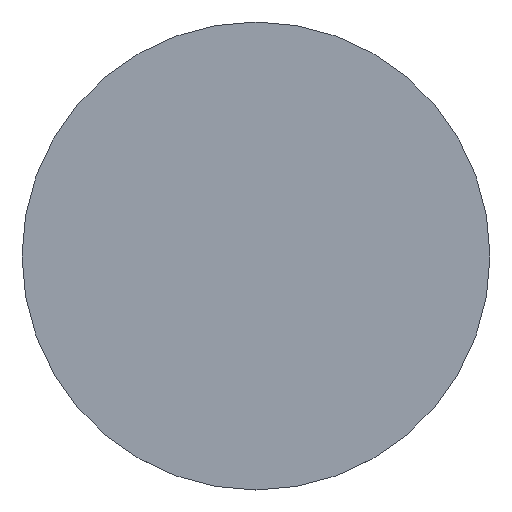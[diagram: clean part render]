
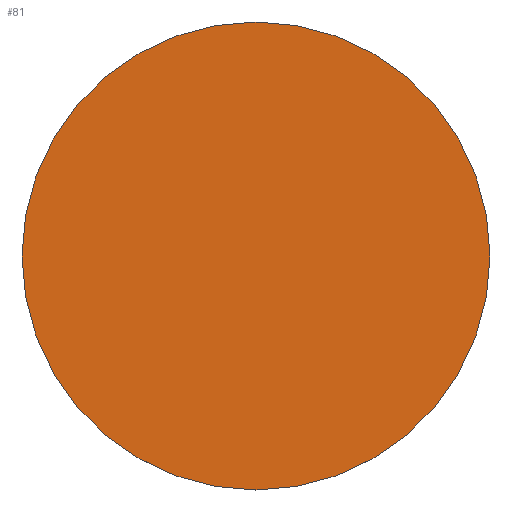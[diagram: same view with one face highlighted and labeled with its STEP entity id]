
A CAD part, top view. The second image highlights one B-rep face of the part: STEP entity #81.
In plain terms, the highlighted planar face has unit normal (0, 0, 1).
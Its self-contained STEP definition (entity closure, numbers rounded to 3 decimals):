
#1 = CIRCLE ( 'NONE', #52, 12.5 ) ;
#10 = EDGE_CURVE ( 'NONE', #134, #111, #1, .T. ) ;
#12 = PLANE ( 'NONE',  #79 ) ;
#18 = DIRECTION ( 'NONE',  ( 0., 0., 1. ) ) ;
#41 = DIRECTION ( 'NONE',  ( 1., 0., 0. ) ) ;
#52 = AXIS2_PLACEMENT_3D ( 'NONE', #89, #140, #138 ) ;
#56 = EDGE_LOOP ( 'NONE', ( #150, #104 ) ) ;
#58 = CARTESIAN_POINT ( 'NONE',  ( -12.5, 0., 0.1 ) ) ;
#67 = CIRCLE ( 'NONE', #153, 12.5 ) ;
#74 = CARTESIAN_POINT ( 'NONE',  ( 0., 0., 0.1 ) ) ;
#79 = AXIS2_PLACEMENT_3D ( 'NONE', #74, #18, #41 ) ;
#81 = ADVANCED_FACE ( 'NONE', ( #164 ), #12, .T. ) ;
#82 = EDGE_CURVE ( 'NONE', #111, #134, #67, .T. ) ;
#85 = CARTESIAN_POINT ( 'NONE',  ( 0., 0., 0.1 ) ) ;
#89 = CARTESIAN_POINT ( 'NONE',  ( 0., 0., 0.1 ) ) ;
#104 = ORIENTED_EDGE ( 'NONE', *, *, #10, .T. ) ;
#111 = VERTEX_POINT ( 'NONE', #58 ) ;
#113 = CARTESIAN_POINT ( 'NONE',  ( 12.5, 0., 0.1 ) ) ;
#134 = VERTEX_POINT ( 'NONE', #113 ) ;
#138 = DIRECTION ( 'NONE',  ( 1., 0., 0. ) ) ;
#140 = DIRECTION ( 'NONE',  ( 0., 0., 1. ) ) ;
#150 = ORIENTED_EDGE ( 'NONE', *, *, #82, .T. ) ;
#151 = DIRECTION ( 'NONE',  ( 0., 0., 1. ) ) ;
#153 = AXIS2_PLACEMENT_3D ( 'NONE', #85, #151, #165 ) ;
#164 = FACE_OUTER_BOUND ( 'NONE', #56, .T. ) ;
#165 = DIRECTION ( 'NONE',  ( 1., 0., 0. ) ) ;
